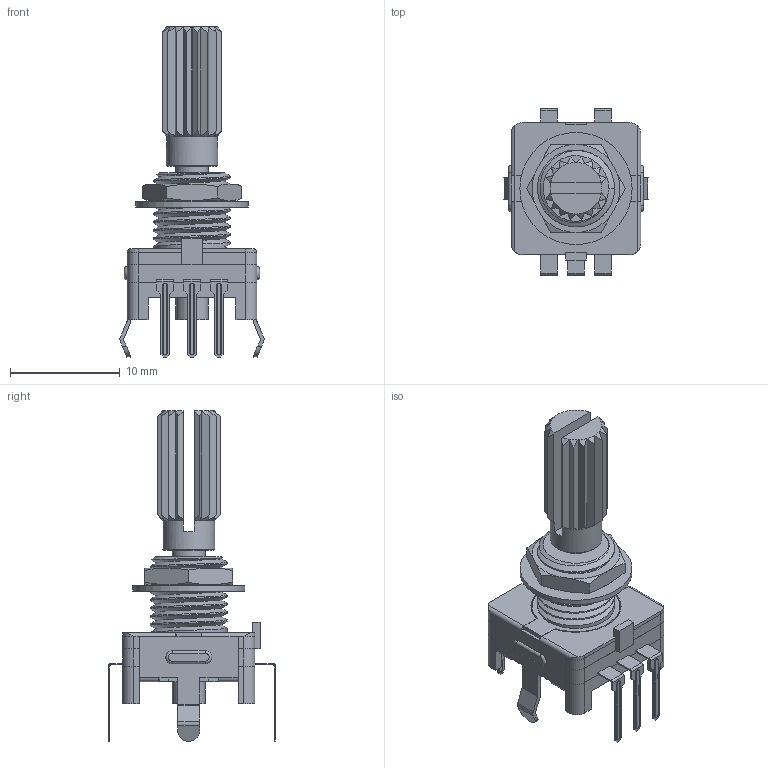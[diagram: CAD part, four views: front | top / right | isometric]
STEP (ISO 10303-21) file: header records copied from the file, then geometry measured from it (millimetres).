
FILE_DESCRIPTION(/* description */ ('STEP AP242','CAx-IF Rec.Pracs.---Representation and Presentation of Product Manufacturing Information (PMI)---4.0---2014-10-13','CAx-IF Rec.Pracs.---3D Tessellated Geometry---0.4---2014-09-14','2;1'),/* implementation_level */ '2;1');
FILE_NAME(/* name */ '63b58856632e722d521043d7',/* time_stamp */ '2023-01-04T14:08:23+00:00',/* author */ (''),/* organization */ (''),/* preprocessor_version */ 'ST-DEVELOPER v18.102',/* originating_system */ ' ',/* authorisation */ ' ');
FILE_SCHEMA (('AP242_MANAGED_MODEL_BASED_3D_ENGINEERING_MIM_LF { 1 0 10303 442 1 1 4 }'));
Length unit declared in the file: metre
Products named in the file (13): Assembly 1; EC11_Rotary_Encoder_Switched; Document
Assembly tree (12 placements, depth 2):
  Assembly 1
    EC11_Rotary_Encoder_Switched
    EC11_Rotary_Encoder_Switched
    EC11_Rotary_Encoder_Switched
    EC11_Rotary_Encoder_Switched
    Document
    EC11_Rotary_Encoder_Switched
    EC11_Rotary_Encoder_Switched
    EC11_Rotary_Encoder_Switched
    EC11_Rotary_Encoder_Switched
    EC11_Rotary_Encoder_Switched
    Document
    EC11_Rotary_Encoder_Switched
Bounding box: 13.1 x 15.26 x 30.08 mm (x, y, z)
Volume: 1164.5 mm3; surface area: 2516.5 mm2
Topology: 12 solids, 12 shells, 582 faces, 1465 edges, 920 vertices
Faces by surface type: plane 346, cylinder 143, cone 49, torus 24, bspline 20
Full cylindrical faces by diameter (mm): 3 x2, 4.7 x1, 10.211 x1
Entity records: 27745 total; most frequent: CARTESIAN_POINT 13673, ORIENTED_EDGE 2902, DIRECTION 2832, EDGE_CURVE 1451, AXIS2_PLACEMENT_3D 947, LINE 938, VECTOR 938, VERTEX_POINT 914
